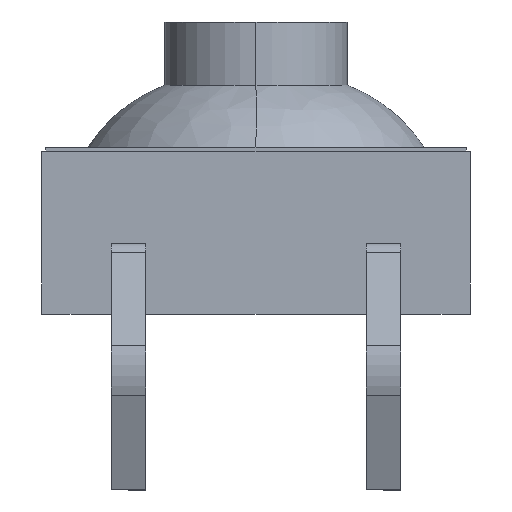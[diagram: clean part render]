
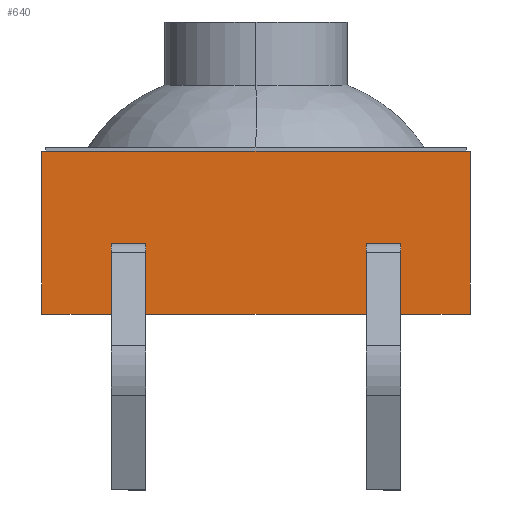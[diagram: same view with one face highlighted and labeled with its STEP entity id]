
A CAD part, left-side view. The second image highlights one B-rep face of the part: STEP entity #640.
In plain terms, the highlighted planar face has unit normal (-1, 0, 0).
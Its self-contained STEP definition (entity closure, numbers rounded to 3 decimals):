
#11 = LINE ( 'NONE', #723, #6472 ) ;
#20 = VECTOR ( 'NONE', #5190, 1000. ) ;
#145 = DIRECTION ( 'NONE',  ( 0., -1., 0. ) ) ;
#224 = DIRECTION ( 'NONE',  ( 0., 0., 1. ) ) ;
#226 = CARTESIAN_POINT ( 'NONE',  ( -3.886, 2.616, 0. ) ) ;
#343 = DIRECTION ( 'NONE',  ( 0., 0., -1. ) ) ;
#412 = DIRECTION ( 'NONE',  ( 0., -1., 0. ) ) ;
#534 = EDGE_CURVE ( 'NONE', #7420, #5598, #1991, .T. ) ;
#640 = ADVANCED_FACE ( 'NONE', ( #5071 ), #1542, .T. ) ;
#723 = CARTESIAN_POINT ( 'NONE',  ( -3.886, 0., 0. ) ) ;
#818 = ORIENTED_EDGE ( 'NONE', *, *, #1724, .F. ) ;
#978 = CARTESIAN_POINT ( 'NONE',  ( -3.886, 2.616, 1.28 ) ) ;
#1081 = VERTEX_POINT ( 'NONE', #7836 ) ;
#1087 = ORIENTED_EDGE ( 'NONE', *, *, #6148, .F. ) ;
#1232 = LINE ( 'NONE', #7735, #20 ) ;
#1476 = ORIENTED_EDGE ( 'NONE', *, *, #7508, .F. ) ;
#1505 = DIRECTION ( 'NONE',  ( 0., 1., 0. ) ) ;
#1542 = PLANE ( 'NONE',  #4877 ) ;
#1687 = LINE ( 'NONE', #5569, #3179 ) ;
#1698 = CARTESIAN_POINT ( 'NONE',  ( -3.886, 3.874, 0. ) ) ;
#1724 = EDGE_CURVE ( 'NONE', #2165, #5242, #11, .T. ) ;
#1896 = ORIENTED_EDGE ( 'NONE', *, *, #7829, .T. ) ;
#1947 = LINE ( 'NONE', #3521, #2849 ) ;
#1991 = LINE ( 'NONE', #2887, #7852 ) ;
#2124 = CARTESIAN_POINT ( 'NONE',  ( -3.886, -1.994, 1.28 ) ) ;
#2165 = VERTEX_POINT ( 'NONE', #7017 ) ;
#2173 = CARTESIAN_POINT ( 'NONE',  ( -3.886, -2.616, 0. ) ) ;
#2196 = CARTESIAN_POINT ( 'NONE',  ( -3.886, -1.994, 2.946 ) ) ;
#2202 = EDGE_CURVE ( 'NONE', #2165, #5308, #4631, .T. ) ;
#2288 = VERTEX_POINT ( 'NONE', #978 ) ;
#2470 = VECTOR ( 'NONE', #145, 1000. ) ;
#2530 = ORIENTED_EDGE ( 'NONE', *, *, #6324, .T. ) ;
#2551 = DIRECTION ( 'NONE',  ( 0., 0., 1. ) ) ;
#2630 = CARTESIAN_POINT ( 'NONE',  ( -3.886, 1.994, 0. ) ) ;
#2703 = CARTESIAN_POINT ( 'NONE',  ( -3.886, -3.874, 2.946 ) ) ;
#2849 = VECTOR ( 'NONE', #1505, 1000. ) ;
#2887 = CARTESIAN_POINT ( 'NONE',  ( -3.886, -3.874, 2.946 ) ) ;
#2947 = LINE ( 'NONE', #8340, #4969 ) ;
#2974 = ORIENTED_EDGE ( 'NONE', *, *, #6544, .T. ) ;
#3005 = EDGE_CURVE ( 'NONE', #2288, #6293, #1687, .T. ) ;
#3179 = VECTOR ( 'NONE', #412, 1000. ) ;
#3284 = EDGE_CURVE ( 'NONE', #3696, #6457, #5595, .T. ) ;
#3288 = DIRECTION ( 'NONE',  ( 0., 0., 1. ) ) ;
#3296 = DIRECTION ( 'NONE',  ( 0., 1., 0. ) ) ;
#3363 = CARTESIAN_POINT ( 'NONE',  ( -3.886, -2.616, 1.28 ) ) ;
#3521 = CARTESIAN_POINT ( 'NONE',  ( -3.886, 0., 0. ) ) ;
#3541 = LINE ( 'NONE', #4278, #7885 ) ;
#3696 = VERTEX_POINT ( 'NONE', #1698 ) ;
#3789 = CARTESIAN_POINT ( 'NONE',  ( -3.886, -3.874, 0. ) ) ;
#3837 = CARTESIAN_POINT ( 'NONE',  ( -3.886, 1.994, -12.107 ) ) ;
#3844 = ORIENTED_EDGE ( 'NONE', *, *, #2202, .T. ) ;
#4111 = ORIENTED_EDGE ( 'NONE', *, *, #3284, .T. ) ;
#4278 = CARTESIAN_POINT ( 'NONE',  ( -3.886, -3.874, 2.946 ) ) ;
#4365 = DIRECTION ( 'NONE',  ( 0., 1., 0. ) ) ;
#4631 = LINE ( 'NONE', #2196, #7683 ) ;
#4672 = CARTESIAN_POINT ( 'NONE',  ( -3.886, 2.616, 2.946 ) ) ;
#4877 = AXIS2_PLACEMENT_3D ( 'NONE', #2703, #6711, #6650 ) ;
#4918 = EDGE_CURVE ( 'NONE', #5242, #6293, #5682, .T. ) ;
#4969 = VECTOR ( 'NONE', #8363, 1000. ) ;
#5071 = FACE_OUTER_BOUND ( 'NONE', #7475, .T. ) ;
#5190 = DIRECTION ( 'NONE',  ( 0., 0., 1. ) ) ;
#5242 = VERTEX_POINT ( 'NONE', #2630 ) ;
#5307 = CARTESIAN_POINT ( 'NONE',  ( -3.886, -3.874, 0. ) ) ;
#5308 = VERTEX_POINT ( 'NONE', #2124 ) ;
#5353 = VERTEX_POINT ( 'NONE', #3363 ) ;
#5465 = CARTESIAN_POINT ( 'NONE',  ( -3.886, -2.616, -12.107 ) ) ;
#5493 = LINE ( 'NONE', #5465, #5785 ) ;
#5569 = CARTESIAN_POINT ( 'NONE',  ( -3.886, -3.874, 1.28 ) ) ;
#5595 = LINE ( 'NONE', #5307, #2470 ) ;
#5598 = VERTEX_POINT ( 'NONE', #3789 ) ;
#5682 = LINE ( 'NONE', #3837, #7891 ) ;
#5785 = VECTOR ( 'NONE', #343, 1000. ) ;
#5903 = CARTESIAN_POINT ( 'NONE',  ( -3.886, -3.874, 2.946 ) ) ;
#6036 = ORIENTED_EDGE ( 'NONE', *, *, #534, .F. ) ;
#6120 = EDGE_CURVE ( 'NONE', #7420, #1081, #3541, .T. ) ;
#6148 = EDGE_CURVE ( 'NONE', #3696, #1081, #1232, .T. ) ;
#6293 = VERTEX_POINT ( 'NONE', #7704 ) ;
#6324 = EDGE_CURVE ( 'NONE', #6457, #2288, #7016, .T. ) ;
#6341 = ORIENTED_EDGE ( 'NONE', *, *, #3005, .T. ) ;
#6457 = VERTEX_POINT ( 'NONE', #226 ) ;
#6472 = VECTOR ( 'NONE', #3296, 1000. ) ;
#6530 = VERTEX_POINT ( 'NONE', #2173 ) ;
#6544 = EDGE_CURVE ( 'NONE', #5353, #6530, #5493, .T. ) ;
#6650 = DIRECTION ( 'NONE',  ( 0., 0., 1. ) ) ;
#6711 = DIRECTION ( 'NONE',  ( -1., 0., 0. ) ) ;
#7016 = LINE ( 'NONE', #4672, #7417 ) ;
#7017 = CARTESIAN_POINT ( 'NONE',  ( -3.886, -1.994, 0. ) ) ;
#7417 = VECTOR ( 'NONE', #3288, 1000. ) ;
#7420 = VERTEX_POINT ( 'NONE', #5903 ) ;
#7433 = ORIENTED_EDGE ( 'NONE', *, *, #4918, .F. ) ;
#7434 = DIRECTION ( 'NONE',  ( 0., 0., -1. ) ) ;
#7475 = EDGE_LOOP ( 'NONE', ( #3844, #1896, #2974, #1476, #6036, #8047, #1087, #4111, #2530, #6341, #7433, #818 ) ) ;
#7508 = EDGE_CURVE ( 'NONE', #5598, #6530, #1947, .T. ) ;
#7683 = VECTOR ( 'NONE', #224, 1000. ) ;
#7704 = CARTESIAN_POINT ( 'NONE',  ( -3.886, 1.994, 1.28 ) ) ;
#7735 = CARTESIAN_POINT ( 'NONE',  ( -3.886, 3.874, 2.946 ) ) ;
#7829 = EDGE_CURVE ( 'NONE', #5308, #5353, #2947, .T. ) ;
#7836 = CARTESIAN_POINT ( 'NONE',  ( -3.886, 3.874, 2.946 ) ) ;
#7852 = VECTOR ( 'NONE', #7434, 1000. ) ;
#7885 = VECTOR ( 'NONE', #4365, 1000. ) ;
#7891 = VECTOR ( 'NONE', #2551, 1000. ) ;
#8047 = ORIENTED_EDGE ( 'NONE', *, *, #6120, .T. ) ;
#8340 = CARTESIAN_POINT ( 'NONE',  ( -3.886, -3.874, 1.28 ) ) ;
#8363 = DIRECTION ( 'NONE',  ( 0., -1., 0. ) ) ;
